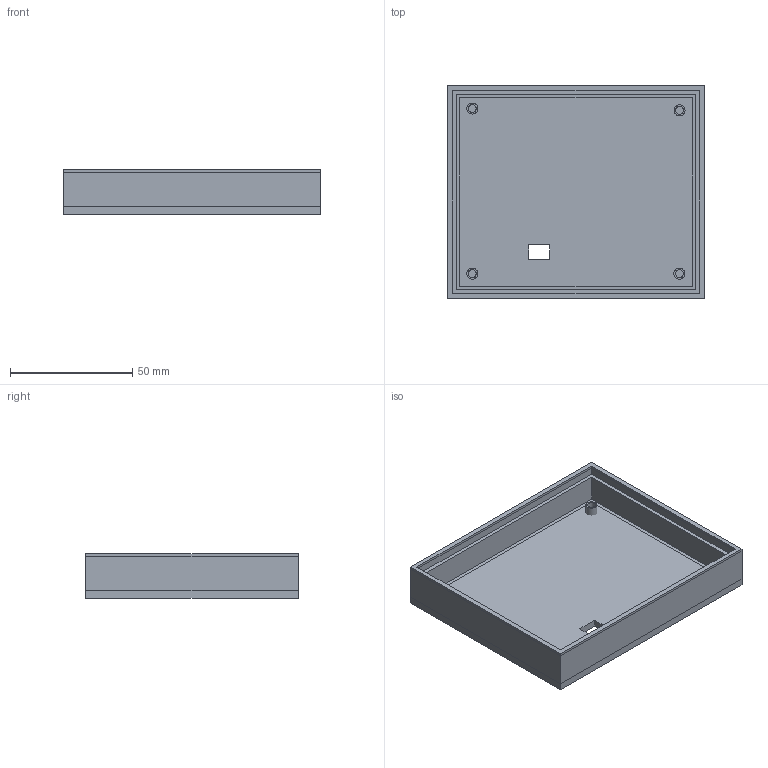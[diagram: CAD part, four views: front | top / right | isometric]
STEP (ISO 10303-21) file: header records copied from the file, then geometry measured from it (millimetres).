
FILE_DESCRIPTION(/* description */ (''),/* implementation_level */ '2;1');
FILE_NAME(/* name */ 'Phase_B_PCB_Bottom_Casing.step',/* time_stamp */ '2023-04-20T12:43:37-06:00',/* author */ (''),/* organization */ (''),/* preprocessor_version */ 'ST-DEVELOPER v19.2',/* originating_system */ 'Autodesk Translation Framework v12.4.0.73',/* authorisation */ '');
FILE_SCHEMA (('AUTOMOTIVE_DESIGN { 1 0 10303 214 3 1 1 }'));
Length unit declared in the file: millimetre
Products named in the file (1): Phase_B_PCB_Bottom_casing_v2
Bounding box: 105 x 87 x 18 mm (x, y, z)
Volume: 62954.4 mm3; surface area: 51376.2 mm2
Topology: 7 solids, 7 shells, 56 faces, 120 edges, 80 vertices
Faces by surface type: plane 48, cylinder 8
Full cylindrical faces by diameter (mm): 3.2 x4, 4.5 x4
Entity records: 1555 total; most frequent: CARTESIAN_POINT 257, DIRECTION 250, ORIENTED_EDGE 240, EDGE_CURVE 120, LINE 104, VECTOR 104, VERTEX_POINT 80, AXIS2_PLACEMENT_3D 73
